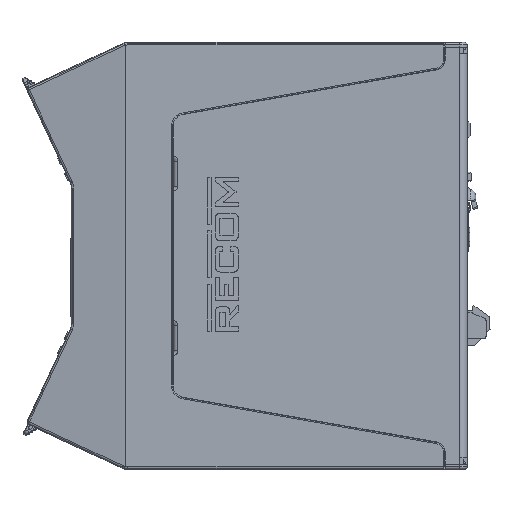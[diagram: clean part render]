
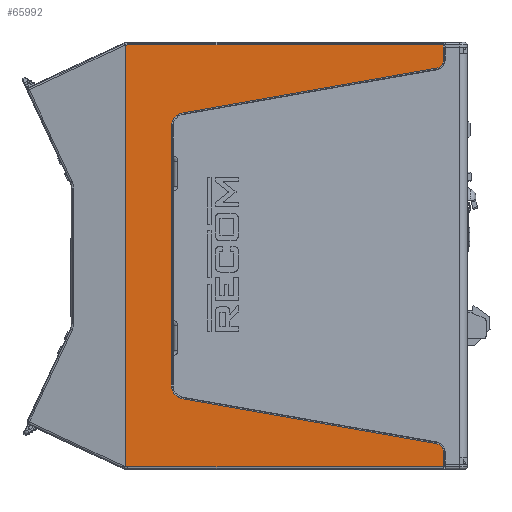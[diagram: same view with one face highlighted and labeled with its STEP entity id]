
A CAD part, top view. The second image highlights one B-rep face of the part: STEP entity #65992.
In plain terms, the highlighted face is planar.
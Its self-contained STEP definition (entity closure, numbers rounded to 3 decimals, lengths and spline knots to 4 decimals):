
#143 = EDGE_LOOP ( 'NONE', ( #61994, #49282, #91959, #82295, #95452, #15733, #103040, #22727, #60913, #18460, #20473, #102165, #64736, #93032, #45571, #57575 ) ) ;
#275 = DIRECTION ( 'NONE',  ( 0., -0.174, -0.985 ) ) ;
#859 = CARTESIAN_POINT ( 'NONE',  ( 0.8465, -2.4348, -2.1652 ) ) ;
#1547 = CIRCLE ( 'NONE', #42918, 0.0984 ) ;
#1817 = EDGE_CURVE ( 'NONE', #42574, #49174, #52822, .T. ) ;
#2118 = AXIS2_PLACEMENT_3D ( 'NONE', #99403, #25540, #58432 ) ;
#3445 = VERTEX_POINT ( 'NONE', #859 ) ;
#3839 = AXIS2_PLACEMENT_3D ( 'NONE', #13064, #102033, #86943 ) ;
#3850 = VECTOR ( 'NONE', #39843, 39.3701 ) ;
#4003 = EDGE_CURVE ( 'NONE', #59541, #74068, #14766, .T. ) ;
#4141 = AXIS2_PLACEMENT_3D ( 'NONE', #48254, #89754, #14275 ) ;
#4622 = VERTEX_POINT ( 'NONE', #11930 ) ;
#6240 = EDGE_CURVE ( 'NONE', #74068, #88335, #45804, .T. ) ;
#7479 = DIRECTION ( 'NONE',  ( -1., 0., 0. ) ) ;
#7783 = CIRCLE ( 'NONE', #9555, 0.1772 ) ;
#8592 = CARTESIAN_POINT ( 'NONE',  ( 0.8465, 2.626, -2.1652 ) ) ;
#9438 = EDGE_CURVE ( 'NONE', #89945, #3445, #95097, .T. ) ;
#9555 = AXIS2_PLACEMENT_3D ( 'NONE', #81846, #25729, #33317 ) ;
#10470 = CARTESIAN_POINT ( 'NONE',  ( 0.8465, -2.626, 1.7601 ) ) ;
#10627 = CARTESIAN_POINT ( 'NONE',  ( 0.8465, 2.5, 1.7601 ) ) ;
#11930 = CARTESIAN_POINT ( 'NONE',  ( 0.8465, -1.6066, 1.2206 ) ) ;
#12889 = CARTESIAN_POINT ( 'NONE',  ( 0.8465, 2.626, -2.1652 ) ) ;
#13064 = CARTESIAN_POINT ( 'NONE',  ( 0.8465, 1.6066, 1.0434 ) ) ;
#13506 = CARTESIAN_POINT ( 'NONE',  ( 0.8465, 2.626, 1.7601 ) ) ;
#13839 = CARTESIAN_POINT ( 'NONE',  ( 0.8465, -2.3379, -2.0839 ) ) ;
#14064 = VERTEX_POINT ( 'NONE', #95841 ) ;
#14275 = DIRECTION ( 'NONE',  ( 0., 0., 1. ) ) ;
#14298 = LINE ( 'NONE', #70937, #31579 ) ;
#14766 = CIRCLE ( 'NONE', #85364, 0.126 ) ;
#15117 = DIRECTION ( 'NONE',  ( 0., -1., 0. ) ) ;
#15349 = VECTOR ( 'NONE', #18849, 39.3701 ) ;
#15733 = ORIENTED_EDGE ( 'NONE', *, *, #1817, .F. ) ;
#17132 = AXIS2_PLACEMENT_3D ( 'NONE', #44541, #28344, #61232 ) ;
#17681 = CARTESIAN_POINT ( 'NONE',  ( 0.8465, 2.6575, 1.795 ) ) ;
#18460 = ORIENTED_EDGE ( 'NONE', *, *, #54944, .F. ) ;
#18849 = DIRECTION ( 'NONE',  ( 0., -1., 0. ) ) ;
#19407 = CARTESIAN_POINT ( 'NONE',  ( 0.8465, 2.626, 0.0544 ) ) ;
#20473 = ORIENTED_EDGE ( 'NONE', *, *, #51148, .F. ) ;
#21057 = EDGE_CURVE ( 'NONE', #69971, #93864, #1547, .T. ) ;
#22156 = CARTESIAN_POINT ( 'NONE',  ( 0.8465, 1.6066, 1.2206 ) ) ;
#22727 = ORIENTED_EDGE ( 'NONE', *, *, #9438, .F. ) ;
#23172 = VERTEX_POINT ( 'NONE', #80057 ) ;
#25540 = DIRECTION ( 'NONE',  ( -1., 0., 0. ) ) ;
#25729 = DIRECTION ( 'NONE',  ( 1., 0., 0. ) ) ;
#27425 = CIRCLE ( 'NONE', #77360, 0.1772 ) ;
#28344 = DIRECTION ( 'NONE',  ( 1., 0., 0. ) ) ;
#29842 = CIRCLE ( 'NONE', #86663, 0.126 ) ;
#30490 = EDGE_CURVE ( 'NONE', #71945, #48968, #63620, .T. ) ;
#31579 = VECTOR ( 'NONE', #37519, 39.3701 ) ;
#33317 = DIRECTION ( 'NONE',  ( 0., 0., 1. ) ) ;
#36266 = VECTOR ( 'NONE', #275, 39.3701 ) ;
#36649 = DIRECTION ( 'NONE',  ( 0., 0., 1. ) ) ;
#37410 = CARTESIAN_POINT ( 'NONE',  ( 0.8465, -1.6066, 1.0434 ) ) ;
#37519 = DIRECTION ( 'NONE',  ( 0., -0.174, 0.985 ) ) ;
#39307 = CARTESIAN_POINT ( 'NONE',  ( 0.8465, -2.626, -2.1652 ) ) ;
#39843 = DIRECTION ( 'NONE',  ( 0., -1., 0. ) ) ;
#40770 = CARTESIAN_POINT ( 'NONE',  ( 0.8465, -1.781, 1.0742 ) ) ;
#40775 = VERTEX_POINT ( 'NONE', #67511 ) ;
#42490 = DIRECTION ( 'NONE',  ( 0., 0.994, 0.112 ) ) ;
#42574 = VERTEX_POINT ( 'NONE', #39307 ) ;
#42606 = LINE ( 'NONE', #92714, #15349 ) ;
#42918 = AXIS2_PLACEMENT_3D ( 'NONE', #96468, #7479, #72724 ) ;
#44541 = CARTESIAN_POINT ( 'NONE',  ( 0.8465, 1.6066, 1.0434 ) ) ;
#44976 = DIRECTION ( 'NONE',  ( 0., -0.643, 0.766 ) ) ;
#45571 = ORIENTED_EDGE ( 'NONE', *, *, #49048, .F. ) ;
#45804 = LINE ( 'NONE', #19407, #60091 ) ;
#45812 = EDGE_CURVE ( 'NONE', #59541, #40775, #91551, .T. ) ;
#47725 = VECTOR ( 'NONE', #86759, 39.3701 ) ;
#48254 = CARTESIAN_POINT ( 'NONE',  ( 0.8465, 0., 0.3039 ) ) ;
#48968 = VERTEX_POINT ( 'NONE', #62841 ) ;
#49048 = EDGE_CURVE ( 'NONE', #93864, #71945, #14298, .T. ) ;
#49174 = VERTEX_POINT ( 'NONE', #10470 ) ;
#49282 = ORIENTED_EDGE ( 'NONE', *, *, #6240, .F. ) ;
#51148 = EDGE_CURVE ( 'NONE', #4622, #23172, #7783, .T. ) ;
#51776 = CARTESIAN_POINT ( 'NONE',  ( 0.8465, -2.626, 0.0544 ) ) ;
#52213 = CARTESIAN_POINT ( 'NONE',  ( 0.8465, 1.6066, 1.2206 ) ) ;
#52822 = LINE ( 'NONE', #51776, #91842 ) ;
#53583 = DIRECTION ( 'NONE',  ( 0., -0.994, 0.112 ) ) ;
#54944 = EDGE_CURVE ( 'NONE', #23172, #14064, #27425, .T. ) ;
#56099 = LINE ( 'NONE', #22156, #93622 ) ;
#57449 = EDGE_CURVE ( 'NONE', #14064, #89945, #96836, .T. ) ;
#57575 = ORIENTED_EDGE ( 'NONE', *, *, #21057, .F. ) ;
#58432 = DIRECTION ( 'NONE',  ( 0., 0.985, -0.174 ) ) ;
#59541 = VERTEX_POINT ( 'NONE', #88923 ) ;
#60091 = VECTOR ( 'NONE', #60375, 39.3701 ) ;
#60375 = DIRECTION ( 'NONE',  ( 0., 0., -1. ) ) ;
#60632 = EDGE_CURVE ( 'NONE', #103037, #4622, #56099, .T. ) ;
#60913 = ORIENTED_EDGE ( 'NONE', *, *, #57449, .F. ) ;
#61232 = DIRECTION ( 'NONE',  ( 0., 0.985, 0.174 ) ) ;
#61994 = ORIENTED_EDGE ( 'NONE', *, *, #71813, .F. ) ;
#62198 = EDGE_CURVE ( 'NONE', #49174, #40775, #29842, .T. ) ;
#62841 = CARTESIAN_POINT ( 'NONE',  ( 0.8465, 1.7204, 1.1791 ) ) ;
#63620 = CIRCLE ( 'NONE', #17132, 0.1772 ) ;
#64736 = ORIENTED_EDGE ( 'NONE', *, *, #86340, .F. ) ;
#65992 = ADVANCED_FACE ( 'NONE', ( #88153 ), #80557, .F. ) ;
#67511 = CARTESIAN_POINT ( 'NONE',  ( 0.8465, -2.6211, 1.795 ) ) ;
#69971 = VERTEX_POINT ( 'NONE', #85193 ) ;
#70937 = CARTESIAN_POINT ( 'NONE',  ( 0.8465, 2.3379, -2.0839 ) ) ;
#71813 = EDGE_CURVE ( 'NONE', #88335, #69971, #77582, .T. ) ;
#71945 = VERTEX_POINT ( 'NONE', #89954 ) ;
#72724 = DIRECTION ( 'NONE',  ( 0., 0., -1. ) ) ;
#74068 = VERTEX_POINT ( 'NONE', #13506 ) ;
#76229 = CIRCLE ( 'NONE', #3839, 0.1772 ) ;
#77200 = CARTESIAN_POINT ( 'NONE',  ( 0.8465, 2.3379, -2.0839 ) ) ;
#77360 = AXIS2_PLACEMENT_3D ( 'NONE', #37410, #102633, #44976 ) ;
#77582 = LINE ( 'NONE', #12889, #47725 ) ;
#79780 = EDGE_CURVE ( 'NONE', #3445, #42574, #42606, .T. ) ;
#80057 = CARTESIAN_POINT ( 'NONE',  ( 0.8465, -1.7204, 1.1791 ) ) ;
#80557 = PLANE ( 'NONE',  #4141 ) ;
#81437 = DIRECTION ( 'NONE',  ( -1., 0., 0. ) ) ;
#81846 = CARTESIAN_POINT ( 'NONE',  ( 0.8465, -1.6066, 1.0434 ) ) ;
#82295 = ORIENTED_EDGE ( 'NONE', *, *, #45812, .T. ) ;
#85193 = CARTESIAN_POINT ( 'NONE',  ( 0.8465, 2.4348, -2.1652 ) ) ;
#85364 = AXIS2_PLACEMENT_3D ( 'NONE', #10627, #81437, #42490 ) ;
#86340 = EDGE_CURVE ( 'NONE', #48968, #103037, #76229, .T. ) ;
#86663 = AXIS2_PLACEMENT_3D ( 'NONE', #103681, #95100, #53583 ) ;
#86759 = DIRECTION ( 'NONE',  ( 0., -1., 0. ) ) ;
#86943 = DIRECTION ( 'NONE',  ( 0., 0.643, 0.766 ) ) ;
#88153 = FACE_OUTER_BOUND ( 'NONE', #143, .T. ) ;
#88335 = VERTEX_POINT ( 'NONE', #8592 ) ;
#88923 = CARTESIAN_POINT ( 'NONE',  ( 0.8465, 2.6211, 1.795 ) ) ;
#89754 = DIRECTION ( 'NONE',  ( -1., 0., 0. ) ) ;
#89945 = VERTEX_POINT ( 'NONE', #13839 ) ;
#89954 = CARTESIAN_POINT ( 'NONE',  ( 0.8465, 1.781, 1.0742 ) ) ;
#91551 = LINE ( 'NONE', #17681, #3850 ) ;
#91842 = VECTOR ( 'NONE', #36649, 39.3701 ) ;
#91959 = ORIENTED_EDGE ( 'NONE', *, *, #4003, .F. ) ;
#92714 = CARTESIAN_POINT ( 'NONE',  ( 0.8465, -2.4348, -2.1652 ) ) ;
#93032 = ORIENTED_EDGE ( 'NONE', *, *, #30490, .F. ) ;
#93622 = VECTOR ( 'NONE', #15117, 39.3701 ) ;
#93864 = VERTEX_POINT ( 'NONE', #77200 ) ;
#95097 = CIRCLE ( 'NONE', #2118, 0.0984 ) ;
#95100 = DIRECTION ( 'NONE',  ( -1., 0., 0. ) ) ;
#95452 = ORIENTED_EDGE ( 'NONE', *, *, #62198, .F. ) ;
#95841 = CARTESIAN_POINT ( 'NONE',  ( 0.8465, -1.781, 1.0742 ) ) ;
#96468 = CARTESIAN_POINT ( 'NONE',  ( 0.8465, 2.4348, -2.0668 ) ) ;
#96836 = LINE ( 'NONE', #40770, #36266 ) ;
#99403 = CARTESIAN_POINT ( 'NONE',  ( 0.8465, -2.4348, -2.0668 ) ) ;
#102033 = DIRECTION ( 'NONE',  ( 1., 0., 0. ) ) ;
#102165 = ORIENTED_EDGE ( 'NONE', *, *, #60632, .F. ) ;
#102633 = DIRECTION ( 'NONE',  ( 1., 0., 0. ) ) ;
#103037 = VERTEX_POINT ( 'NONE', #52213 ) ;
#103040 = ORIENTED_EDGE ( 'NONE', *, *, #79780, .F. ) ;
#103681 = CARTESIAN_POINT ( 'NONE',  ( 0.8465, -2.5, 1.7601 ) ) ;
